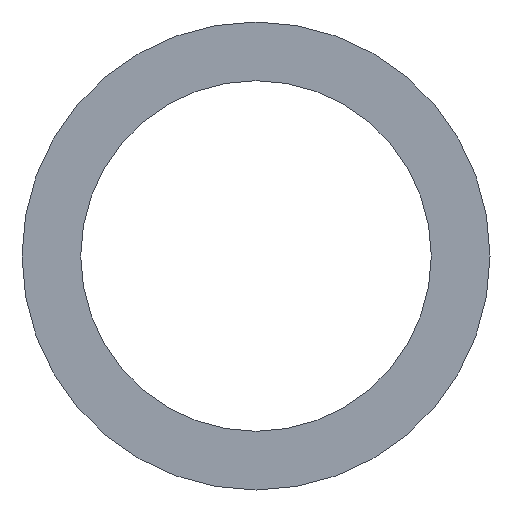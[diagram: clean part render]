
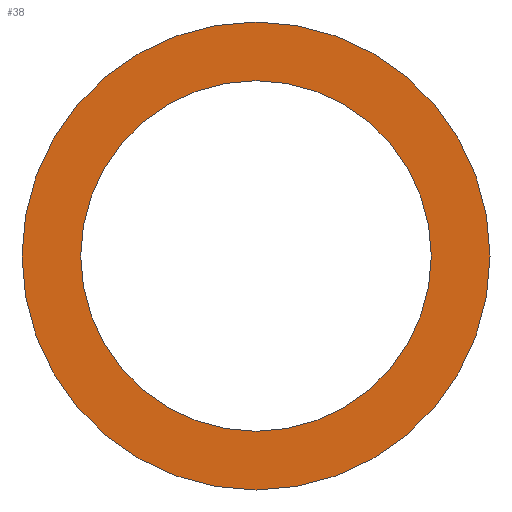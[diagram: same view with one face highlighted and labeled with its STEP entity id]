
A CAD part, front view. The second image highlights one B-rep face of the part: STEP entity #38.
In plain terms, the highlighted planar face has unit normal (0, -1, 0).
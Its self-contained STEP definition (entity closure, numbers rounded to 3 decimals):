
#38 = ADVANCED_FACE( '', ( #75, #76 ), #77, .T. );
#75 = FACE_OUTER_BOUND( '', #106, .T. );
#76 = FACE_BOUND( '', #107, .T. );
#77 = PLANE( '', #108 );
#106 = EDGE_LOOP( '', ( #139 ) );
#107 = EDGE_LOOP( '', ( #140 ) );
#108 = AXIS2_PLACEMENT_3D( '', #141, #142, #143 );
#139 = ORIENTED_EDGE( '', *, *, #157, .T. );
#140 = ORIENTED_EDGE( '', *, *, #151, .F. );
#141 = CARTESIAN_POINT( '', ( 0., 0., 27.5 ) );
#142 = DIRECTION( '', ( 0., -1., 0. ) );
#143 = DIRECTION( '', ( 0., 0., -1. ) );
#151 = EDGE_CURVE( '', #163, #163, #164, .T. );
#157 = EDGE_CURVE( '', #173, #173, #174, .T. );
#163 = VERTEX_POINT( '', #181 );
#164 = CIRCLE( '', #182, 20.6 );
#173 = VERTEX_POINT( '', #191 );
#174 = CIRCLE( '', #192, 27.5 );
#181 = CARTESIAN_POINT( '', ( 0., 0., -20.6 ) );
#182 = AXIS2_PLACEMENT_3D( '', #198, #199, #200 );
#191 = CARTESIAN_POINT( '', ( 0., 0., -27.5 ) );
#192 = AXIS2_PLACEMENT_3D( '', #210, #211, #212 );
#198 = CARTESIAN_POINT( '', ( 0., 0., 0. ) );
#199 = DIRECTION( '', ( 0., -1., 0. ) );
#200 = DIRECTION( '', ( 0., 0., -1. ) );
#210 = CARTESIAN_POINT( '', ( 0., 0., 0. ) );
#211 = DIRECTION( '', ( 0., -1., 0. ) );
#212 = DIRECTION( '', ( 0., 0., -1. ) );
